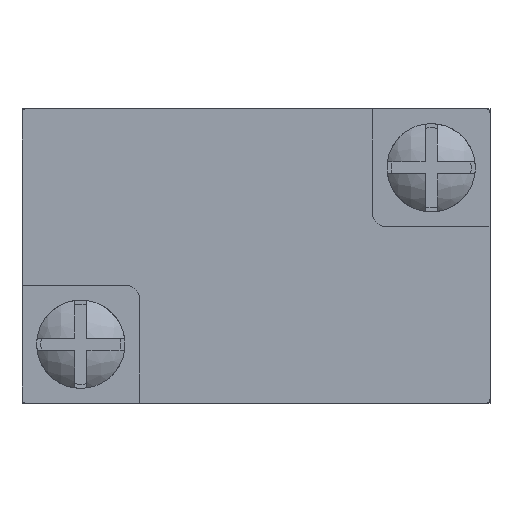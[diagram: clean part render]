
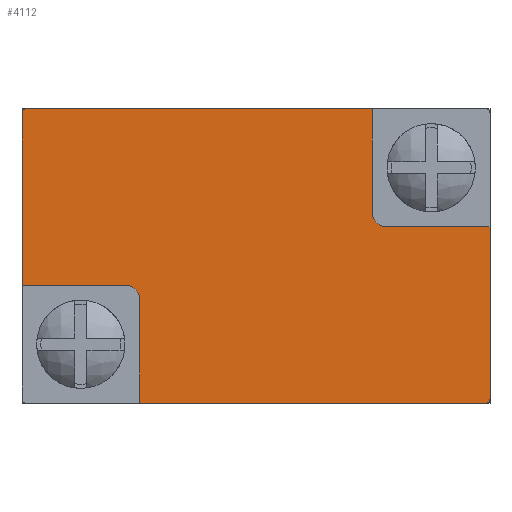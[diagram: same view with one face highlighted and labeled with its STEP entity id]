
A CAD part, front view. The second image highlights one B-rep face of the part: STEP entity #4112.
In plain terms, the highlighted planar face has unit normal (0, -1, 0).
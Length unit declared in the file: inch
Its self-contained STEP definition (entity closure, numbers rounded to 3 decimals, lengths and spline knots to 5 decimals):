
#17 = CIRCLE ( 'NONE', #1593, 0.01181 ) ;
#19 = ORIENTED_EDGE ( 'NONE', *, *, #317, .F. ) ;
#39 = CIRCLE ( 'NONE', #2483, 0.01181 ) ;
#65 = DIRECTION ( 'NONE',  ( 0., 0., -1. ) ) ;
#160 = EDGE_CURVE ( 'NONE', #4779, #2824, #5398, .T. ) ;
#182 = VECTOR ( 'NONE', #2668, 39.37008 ) ;
#188 = EDGE_CURVE ( 'NONE', #1397, #631, #5125, .T. ) ;
#317 = EDGE_CURVE ( 'NONE', #474, #1397, #5908, .T. ) ;
#335 = VECTOR ( 'NONE', #1984, 39.37008 ) ;
#400 = VERTEX_POINT ( 'NONE', #446 ) ;
#414 = FACE_OUTER_BOUND ( 'NONE', #2982, .T. ) ;
#439 = AXIS2_PLACEMENT_3D ( 'NONE', #1475, #4687, #1944 ) ;
#446 = CARTESIAN_POINT ( 'NONE',  ( 0.68898, -0.26378, -0.42126 ) ) ;
#474 = VERTEX_POINT ( 'NONE', #3352 ) ;
#631 = VERTEX_POINT ( 'NONE', #5092 ) ;
#714 = EDGE_CURVE ( 'NONE', #2775, #474, #39, .T. ) ;
#798 = ORIENTED_EDGE ( 'NONE', *, *, #3200, .F. ) ;
#826 = CARTESIAN_POINT ( 'NONE',  ( -0.38189, -0.26378, -0.08661 ) ) ;
#1019 = DIRECTION ( 'NONE',  ( 1., 0., 0. ) ) ;
#1040 = DIRECTION ( 'NONE',  ( 1., 0., 0. ) ) ;
#1050 = DIRECTION ( 'NONE',  ( 0., 0., 1. ) ) ;
#1126 = CARTESIAN_POINT ( 'NONE',  ( 0.67717, -0.26378, 0.43307 ) ) ;
#1322 = ORIENTED_EDGE ( 'NONE', *, *, #160, .T. ) ;
#1397 = VERTEX_POINT ( 'NONE', #5643 ) ;
#1425 = ORIENTED_EDGE ( 'NONE', *, *, #2287, .F. ) ;
#1453 = LINE ( 'NONE', #3589, #182 ) ;
#1475 = CARTESIAN_POINT ( 'NONE',  ( 0.38189, -0.26378, 0.12598 ) ) ;
#1525 = DIRECTION ( 'NONE',  ( 0., -1., 0. ) ) ;
#1593 = AXIS2_PLACEMENT_3D ( 'NONE', #5596, #2950, #65 ) ;
#1609 = VECTOR ( 'NONE', #4963, 39.37008 ) ;
#1701 = CARTESIAN_POINT ( 'NONE',  ( 0.38189, -0.26378, 0.08661 ) ) ;
#1780 = CARTESIAN_POINT ( 'NONE',  ( 0.34252, -0.26378, 0. ) ) ;
#1879 = DIRECTION ( 'NONE',  ( 0., 0., -1. ) ) ;
#1890 = VECTOR ( 'NONE', #1019, 39.37008 ) ;
#1944 = DIRECTION ( 'NONE',  ( 0., 0., -1. ) ) ;
#1984 = DIRECTION ( 'NONE',  ( 0., 0., -1. ) ) ;
#2045 = ORIENTED_EDGE ( 'NONE', *, *, #4302, .F. ) ;
#2094 = CARTESIAN_POINT ( 'NONE',  ( -0.68898, -0.26378, 0.42126 ) ) ;
#2116 = CARTESIAN_POINT ( 'NONE',  ( -0.68898, -0.26378, 0.42126 ) ) ;
#2136 = VECTOR ( 'NONE', #1040, 39.37008 ) ;
#2185 = CARTESIAN_POINT ( 'NONE',  ( -0.67717, -0.26378, -0.43307 ) ) ;
#2198 = CARTESIAN_POINT ( 'NONE',  ( -0.34252, -0.26378, -0.43307 ) ) ;
#2287 = EDGE_CURVE ( 'NONE', #4479, #2824, #3800, .T. ) ;
#2302 = VERTEX_POINT ( 'NONE', #1701 ) ;
#2346 = ORIENTED_EDGE ( 'NONE', *, *, #3839, .F. ) ;
#2350 = AXIS2_PLACEMENT_3D ( 'NONE', #3424, #3855, #1050 ) ;
#2483 = AXIS2_PLACEMENT_3D ( 'NONE', #3480, #3458, #3440 ) ;
#2563 = VECTOR ( 'NONE', #4036, 39.37008 ) ;
#2616 = DIRECTION ( 'NONE',  ( 0., 0., 1. ) ) ;
#2668 = DIRECTION ( 'NONE',  ( 0., 0., -1. ) ) ;
#2775 = VERTEX_POINT ( 'NONE', #2094 ) ;
#2787 = EDGE_CURVE ( 'NONE', #2833, #2775, #5995, .T. ) ;
#2824 = VERTEX_POINT ( 'NONE', #3130 ) ;
#2833 = VERTEX_POINT ( 'NONE', #3154 ) ;
#2925 = ORIENTED_EDGE ( 'NONE', *, *, #5345, .F. ) ;
#2950 = DIRECTION ( 'NONE',  ( 0., 1., 0. ) ) ;
#2955 = CARTESIAN_POINT ( 'NONE',  ( -0.34252, -0.26378, -0.12598 ) ) ;
#2964 = PLANE ( 'NONE',  #2350 ) ;
#2982 = EDGE_LOOP ( 'NONE', ( #798, #1322, #1425, #2925, #2045, #3860, #3343, #5661, #19, #5274, #3334, #2346 ) ) ;
#2987 = CIRCLE ( 'NONE', #439, 0.03937 ) ;
#3130 = CARTESIAN_POINT ( 'NONE',  ( -0.34252, -0.26378, -0.43307 ) ) ;
#3154 = CARTESIAN_POINT ( 'NONE',  ( -0.68898, -0.26378, -0.08661 ) ) ;
#3200 = EDGE_CURVE ( 'NONE', #4779, #3857, #4288, .T. ) ;
#3232 = CARTESIAN_POINT ( 'NONE',  ( 0., -0.26378, -0.08661 ) ) ;
#3334 = ORIENTED_EDGE ( 'NONE', *, *, #2787, .F. ) ;
#3343 = ORIENTED_EDGE ( 'NONE', *, *, #4059, .T. ) ;
#3352 = CARTESIAN_POINT ( 'NONE',  ( -0.67717, -0.26378, 0.43307 ) ) ;
#3375 = CARTESIAN_POINT ( 'NONE',  ( 0.68898, -0.26378, 0.08661 ) ) ;
#3422 = VERTEX_POINT ( 'NONE', #3375 ) ;
#3424 = CARTESIAN_POINT ( 'NONE',  ( 0., -0.26378, 0. ) ) ;
#3440 = DIRECTION ( 'NONE',  ( 0., 0., -1. ) ) ;
#3458 = DIRECTION ( 'NONE',  ( 0., 1., 0. ) ) ;
#3480 = CARTESIAN_POINT ( 'NONE',  ( -0.67717, -0.26378, 0.42126 ) ) ;
#3589 = CARTESIAN_POINT ( 'NONE',  ( 0.68898, -0.26378, -0.42126 ) ) ;
#3771 = AXIS2_PLACEMENT_3D ( 'NONE', #4292, #1525, #4738 ) ;
#3800 = LINE ( 'NONE', #2185, #2563 ) ;
#3838 = CARTESIAN_POINT ( 'NONE',  ( 0., -0.26378, 0.08661 ) ) ;
#3839 = EDGE_CURVE ( 'NONE', #3857, #2833, #5258, .T. ) ;
#3855 = DIRECTION ( 'NONE',  ( 0., 1., 0. ) ) ;
#3857 = VERTEX_POINT ( 'NONE', #826 ) ;
#3860 = ORIENTED_EDGE ( 'NONE', *, *, #4722, .F. ) ;
#4036 = DIRECTION ( 'NONE',  ( -1., 0., 0. ) ) ;
#4059 = EDGE_CURVE ( 'NONE', #2302, #631, #2987, .T. ) ;
#4112 = ADVANCED_FACE ( 'NONE', ( #414 ), #2964, .F. ) ;
#4288 = CIRCLE ( 'NONE', #3771, 0.03937 ) ;
#4292 = CARTESIAN_POINT ( 'NONE',  ( -0.38189, -0.26378, -0.12598 ) ) ;
#4302 = EDGE_CURVE ( 'NONE', #3422, #400, #1453, .T. ) ;
#4479 = VERTEX_POINT ( 'NONE', #5947 ) ;
#4687 = DIRECTION ( 'NONE',  ( 0., 1., 0. ) ) ;
#4722 = EDGE_CURVE ( 'NONE', #2302, #3422, #5378, .T. ) ;
#4738 = DIRECTION ( 'NONE',  ( 0., 0., -1. ) ) ;
#4779 = VERTEX_POINT ( 'NONE', #2955 ) ;
#4934 = VECTOR ( 'NONE', #2616, 39.37008 ) ;
#4963 = DIRECTION ( 'NONE',  ( -1., 0., 0. ) ) ;
#4980 = VECTOR ( 'NONE', #1879, 39.37008 ) ;
#5092 = CARTESIAN_POINT ( 'NONE',  ( 0.34252, -0.26378, 0.12598 ) ) ;
#5125 = LINE ( 'NONE', #1780, #4980 ) ;
#5258 = LINE ( 'NONE', #3232, #1609 ) ;
#5274 = ORIENTED_EDGE ( 'NONE', *, *, #714, .F. ) ;
#5345 = EDGE_CURVE ( 'NONE', #400, #4479, #17, .T. ) ;
#5378 = LINE ( 'NONE', #3838, #1890 ) ;
#5398 = LINE ( 'NONE', #2198, #335 ) ;
#5596 = CARTESIAN_POINT ( 'NONE',  ( 0.67717, -0.26378, -0.42126 ) ) ;
#5643 = CARTESIAN_POINT ( 'NONE',  ( 0.34252, -0.26378, 0.43307 ) ) ;
#5661 = ORIENTED_EDGE ( 'NONE', *, *, #188, .F. ) ;
#5908 = LINE ( 'NONE', #1126, #2136 ) ;
#5947 = CARTESIAN_POINT ( 'NONE',  ( 0.67717, -0.26378, -0.43307 ) ) ;
#5995 = LINE ( 'NONE', #2116, #4934 ) ;
